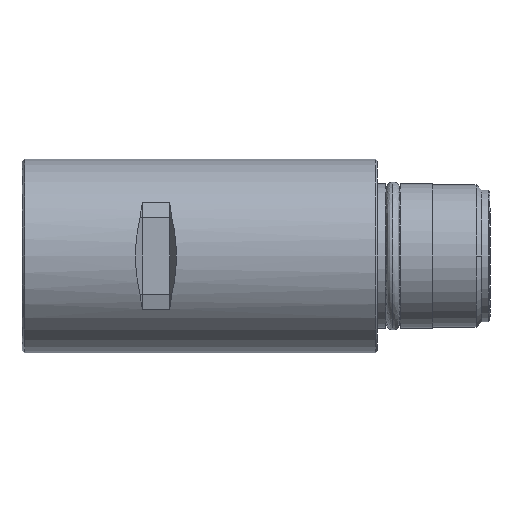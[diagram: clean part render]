
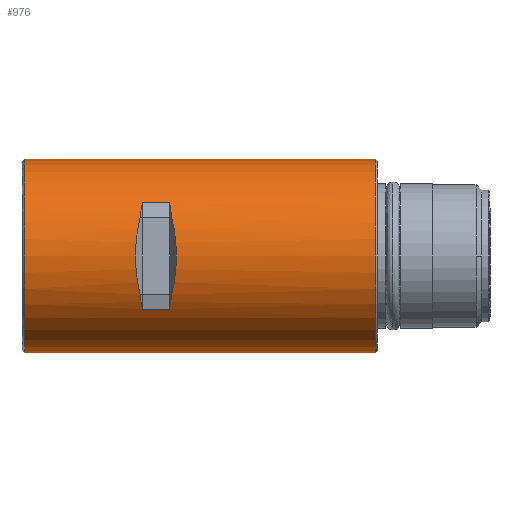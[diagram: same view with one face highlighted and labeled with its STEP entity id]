
A CAD part, front view. The second image highlights one B-rep face of the part: STEP entity #976.
In plain terms, the highlighted cylindrical face has radius 11.4 mm (diameter 22.8 mm), a partial arc.
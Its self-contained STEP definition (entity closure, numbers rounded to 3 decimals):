
#30 = CARTESIAN_POINT ( 'NONE',  ( -5.995, -9.529, -6.258 ) ) ;
#56 = CARTESIAN_POINT ( 'NONE',  ( 41.7, 0., 11.4 ) ) ;
#89 = CARTESIAN_POINT ( 'NONE',  ( 17.659, -10.449, -4.559 ) ) ;
#98 = VERTEX_POINT ( 'NONE', #1197 ) ;
#106 = AXIS2_PLACEMENT_3D ( 'NONE', #510, #1846, #3177 ) ;
#129 = VERTEX_POINT ( 'NONE', #754 ) ;
#130 = CARTESIAN_POINT ( 'NONE',  ( 13.996, -10.191, -5.151 ) ) ;
#251 = EDGE_CURVE ( 'NONE', #3047, #506, #1934, .T. ) ;
#306 = DIRECTION ( 'NONE',  ( 1., 0., 0. ) ) ;
#322 = CARTESIAN_POINT ( 'NONE',  ( 17.659, -10.449, 4.559 ) ) ;
#395 = LINE ( 'NONE', #1384, #473 ) ;
#419 = EDGE_CURVE ( 'NONE', #2528, #2947, #2495, .T. ) ;
#435 = ORIENTED_EDGE ( 'NONE', *, *, #419, .T. ) ;
#440 = ORIENTED_EDGE ( 'NONE', *, *, #2220, .F. ) ;
#442 = CIRCLE ( 'NONE', #2550, 11.4 ) ;
#473 = VECTOR ( 'NONE', #3265, 1000. ) ;
#481 = EDGE_CURVE ( 'NONE', #2947, #3075, #981, .T. ) ;
#486 = CARTESIAN_POINT ( 'NONE',  ( 17.4, -9.529, -6.258 ) ) ;
#506 = VERTEX_POINT ( 'NONE', #2150 ) ;
#510 = CARTESIAN_POINT ( 'NONE',  ( -5.995, 0., 0. ) ) ;
#525 = ORIENTED_EDGE ( 'NONE', *, *, #2490, .T. ) ;
#636 = CARTESIAN_POINT ( 'NONE',  ( 0.3, 0., -11.4 ) ) ;
#684 = ORIENTED_EDGE ( 'NONE', *, *, #251, .T. ) ;
#691 = CARTESIAN_POINT ( 'NONE',  ( 13.198, -11.736, -1.609 ) ) ;
#751 = AXIS2_PLACEMENT_3D ( 'NONE', #1019, #2872, #1279 ) ;
#754 = CARTESIAN_POINT ( 'NONE',  ( 17.4, -9.529, -6.258 ) ) ;
#758 = CARTESIAN_POINT ( 'NONE',  ( 17.517, -9.883, 5.718 ) ) ;
#779 = VERTEX_POINT ( 'NONE', #1919 ) ;
#814 = CARTESIAN_POINT ( 'NONE',  ( -5.995, 0., -11.4 ) ) ;
#818 = CIRCLE ( 'NONE', #751, 11.4 ) ;
#819 = VERTEX_POINT ( 'NONE', #322 ) ;
#894 = EDGE_CURVE ( 'NONE', #129, #3047, #1160, .T. ) ;
#968 = CARTESIAN_POINT ( 'NONE',  ( 13.941, -10.449, -4.559 ) ) ;
#976 = ADVANCED_FACE ( 'NONE', ( #2950, #1520 ), #2857, .T. ) ;
#981 = LINE ( 'NONE', #1094, #1581 ) ;
#1019 = CARTESIAN_POINT ( 'NONE',  ( 41.7, 0., 0. ) ) ;
#1020 = CARTESIAN_POINT ( 'NONE',  ( 13.941, -10.449, 4.559 ) ) ;
#1029 = LINE ( 'NONE', #814, #1639 ) ;
#1075 = ORIENTED_EDGE ( 'NONE', *, *, #481, .T. ) ;
#1094 = CARTESIAN_POINT ( 'NONE',  ( -5.995, -9.529, 6.258 ) ) ;
#1160 = LINE ( 'NONE', #30, #3200 ) ;
#1197 = CARTESIAN_POINT ( 'NONE',  ( 41.7, 0., -11.4 ) ) ;
#1217 = CARTESIAN_POINT ( 'NONE',  ( 13.941, -10.449, -4.559 ) ) ;
#1228 = CARTESIAN_POINT ( 'NONE',  ( 13.198, -11.736, 1.609 ) ) ;
#1279 = DIRECTION ( 'NONE',  ( 0., 0., 1. ) ) ;
#1285 = EDGE_LOOP ( 'NONE', ( #3284, #684, #525, #435, #1075, #2311, #1879, #2745 ) ) ;
#1319 = ORIENTED_EDGE ( 'NONE', *, *, #2046, .T. ) ;
#1325 = CARTESIAN_POINT ( 'NONE',  ( 14.2, -9.529, 6.258 ) ) ;
#1384 = CARTESIAN_POINT ( 'NONE',  ( -5.995, 0., 11.4 ) ) ;
#1413 = VERTEX_POINT ( 'NONE', #2162 ) ;
#1421 = EDGE_CURVE ( 'NONE', #1413, #2378, #442, .T. ) ;
#1425 = CARTESIAN_POINT ( 'NONE',  ( 18.402, -11.736, 1.609 ) ) ;
#1473 = VERTEX_POINT ( 'NONE', #56 ) ;
#1504 = CARTESIAN_POINT ( 'NONE',  ( 13.941, -10.449, 4.559 ) ) ;
#1520 = FACE_BOUND ( 'NONE', #1285, .T. ) ;
#1525 = CARTESIAN_POINT ( 'NONE',  ( 13.996, -10.191, 5.151 ) ) ;
#1533 = ORIENTED_EDGE ( 'NONE', *, *, #1421, .T. ) ;
#1547 = CARTESIAN_POINT ( 'NONE',  ( 17.604, -10.191, 5.151 ) ) ;
#1549 = EDGE_CURVE ( 'NONE', #819, #779, #1623, .T. ) ;
#1581 = VECTOR ( 'NONE', #2951, 1000. ) ;
#1623 =( BOUNDED_CURVE ( )  B_SPLINE_CURVE ( 3, ( #3309, #1425, #1700, #89 ),
 .UNSPECIFIED., .F., .F. ) 
 B_SPLINE_CURVE_WITH_KNOTS ( ( 4, 4 ),
 ( 2.73, 3.553 ),
 .UNSPECIFIED. ) 
 CURVE ( )  GEOMETRIC_REPRESENTATION_ITEM ( )  RATIONAL_B_SPLINE_CURVE ( ( 1., 0.944, 0.944, 1. ) ) 
 REPRESENTATION_ITEM ( '' )  );
#1639 = VECTOR ( 'NONE', #2670, 1000. ) ;
#1700 = CARTESIAN_POINT ( 'NONE',  ( 18.402, -11.736, -1.609 ) ) ;
#1721 = EDGE_CURVE ( 'NONE', #1473, #1413, #395, .T. ) ;
#1763 = CARTESIAN_POINT ( 'NONE',  ( 17.4, -9.529, 6.258 ) ) ;
#1778 = ORIENTED_EDGE ( 'NONE', *, *, #1721, .T. ) ;
#1811 = CARTESIAN_POINT ( 'NONE',  ( 17.4, -9.529, 6.258 ) ) ;
#1846 = DIRECTION ( 'NONE',  ( -1., 0., 0. ) ) ;
#1879 = ORIENTED_EDGE ( 'NONE', *, *, #1549, .T. ) ;
#1919 = CARTESIAN_POINT ( 'NONE',  ( 17.659, -10.449, -4.559 ) ) ;
#1920 = CARTESIAN_POINT ( 'NONE',  ( 0.3, 0., 0. ) ) ;
#1924 = DIRECTION ( 'NONE',  ( -1., 0., 0. ) ) ;
#1934 =( BOUNDED_CURVE ( )  B_SPLINE_CURVE ( 3, ( #2805, #3346, #130, #1217 ),
 .UNSPECIFIED., .F., .F. ) 
 B_SPLINE_CURVE_WITH_KNOTS ( ( 4, 4 ),
 ( 5.964, 6.134 ),
 .UNSPECIFIED. ) 
 CURVE ( )  GEOMETRIC_REPRESENTATION_ITEM ( )  RATIONAL_B_SPLINE_CURVE ( ( 1., 0.998, 0.998, 1. ) ) 
 REPRESENTATION_ITEM ( '' )  );
#2029 = EDGE_LOOP ( 'NONE', ( #440, #1319, #1778, #1533 ) ) ;
#2046 = EDGE_CURVE ( 'NONE', #98, #1473, #818, .T. ) ;
#2071 = EDGE_CURVE ( 'NONE', #3075, #819, #3277, .T. ) ;
#2081 = CARTESIAN_POINT ( 'NONE',  ( 17.517, -9.883, -5.718 ) ) ;
#2150 = CARTESIAN_POINT ( 'NONE',  ( 13.941, -10.449, -4.559 ) ) ;
#2162 = CARTESIAN_POINT ( 'NONE',  ( 0.3, 0., 11.4 ) ) ;
#2173 = DIRECTION ( 'NONE',  ( 0., 0., 1. ) ) ;
#2220 = EDGE_CURVE ( 'NONE', #98, #2378, #1029, .T. ) ;
#2311 = ORIENTED_EDGE ( 'NONE', *, *, #2071, .T. ) ;
#2356 = CARTESIAN_POINT ( 'NONE',  ( 14.2, -9.529, 6.258 ) ) ;
#2378 = VERTEX_POINT ( 'NONE', #636 ) ;
#2490 = EDGE_CURVE ( 'NONE', #506, #2528, #2531, .T. ) ;
#2495 =( BOUNDED_CURVE ( )  B_SPLINE_CURVE ( 3, ( #1020, #1525, #2874, #1325 ),
 .UNSPECIFIED., .F., .F. ) 
 B_SPLINE_CURVE_WITH_KNOTS ( ( 4, 4 ),
 ( 0.15, 0.319 ),
 .UNSPECIFIED. ) 
 CURVE ( )  GEOMETRIC_REPRESENTATION_ITEM ( )  RATIONAL_B_SPLINE_CURVE ( ( 1., 0.998, 0.998, 1. ) ) 
 REPRESENTATION_ITEM ( '' )  );
#2528 = VERTEX_POINT ( 'NONE', #1504 ) ;
#2531 =( BOUNDED_CURVE ( )  B_SPLINE_CURVE ( 3, ( #968, #691, #1228, #3093 ),
 .UNSPECIFIED., .F., .T. ) 
 B_SPLINE_CURVE_WITH_KNOTS ( ( 4, 4 ),
 ( 5.872, 6.695 ),
 .UNSPECIFIED. ) 
 CURVE ( )  GEOMETRIC_REPRESENTATION_ITEM ( )  RATIONAL_B_SPLINE_CURVE ( ( 1., 0.944, 0.944, 1. ) ) 
 REPRESENTATION_ITEM ( '' )  );
#2536 = CARTESIAN_POINT ( 'NONE',  ( 14.2, -9.529, -6.258 ) ) ;
#2550 = AXIS2_PLACEMENT_3D ( 'NONE', #1920, #306, #2173 ) ;
#2670 = DIRECTION ( 'NONE',  ( -1., 0., 0. ) ) ;
#2745 = ORIENTED_EDGE ( 'NONE', *, *, #2927, .T. ) ;
#2805 = CARTESIAN_POINT ( 'NONE',  ( 14.2, -9.529, -6.258 ) ) ;
#2857 = CYLINDRICAL_SURFACE ( 'NONE', #106, 11.4 ) ;
#2872 = DIRECTION ( 'NONE',  ( -1., 0., 0. ) ) ;
#2874 = CARTESIAN_POINT ( 'NONE',  ( 14.083, -9.883, 5.718 ) ) ;
#2927 = EDGE_CURVE ( 'NONE', #779, #129, #3314, .T. ) ;
#2947 = VERTEX_POINT ( 'NONE', #2356 ) ;
#2950 = FACE_OUTER_BOUND ( 'NONE', #2029, .T. ) ;
#2951 = DIRECTION ( 'NONE',  ( 1., 0., 0. ) ) ;
#3047 = VERTEX_POINT ( 'NONE', #2536 ) ;
#3075 = VERTEX_POINT ( 'NONE', #1763 ) ;
#3093 = CARTESIAN_POINT ( 'NONE',  ( 13.941, -10.449, 4.559 ) ) ;
#3147 = CARTESIAN_POINT ( 'NONE',  ( 17.604, -10.191, -5.151 ) ) ;
#3177 = DIRECTION ( 'NONE',  ( 0., 0., 1. ) ) ;
#3200 = VECTOR ( 'NONE', #1924, 1000. ) ;
#3265 = DIRECTION ( 'NONE',  ( -1., 0., 0. ) ) ;
#3277 =( BOUNDED_CURVE ( )  B_SPLINE_CURVE ( 3, ( #1811, #758, #1547, #3431 ),
 .UNSPECIFIED., .F., .F. ) 
 B_SPLINE_CURVE_WITH_KNOTS ( ( 4, 4 ),
 ( 2.822, 2.992 ),
 .UNSPECIFIED. ) 
 CURVE ( )  GEOMETRIC_REPRESENTATION_ITEM ( )  RATIONAL_B_SPLINE_CURVE ( ( 1., 0.998, 0.998, 1. ) ) 
 REPRESENTATION_ITEM ( '' )  );
#3284 = ORIENTED_EDGE ( 'NONE', *, *, #894, .T. ) ;
#3309 = CARTESIAN_POINT ( 'NONE',  ( 17.659, -10.449, 4.559 ) ) ;
#3314 =( BOUNDED_CURVE ( )  B_SPLINE_CURVE ( 3, ( #3410, #3147, #2081, #486 ),
 .UNSPECIFIED., .F., .T. ) 
 B_SPLINE_CURVE_WITH_KNOTS ( ( 4, 4 ),
 ( 3.291, 3.461 ),
 .UNSPECIFIED. ) 
 CURVE ( )  GEOMETRIC_REPRESENTATION_ITEM ( )  RATIONAL_B_SPLINE_CURVE ( ( 1., 0.998, 0.998, 1. ) ) 
 REPRESENTATION_ITEM ( '' )  );
#3346 = CARTESIAN_POINT ( 'NONE',  ( 14.083, -9.883, -5.718 ) ) ;
#3410 = CARTESIAN_POINT ( 'NONE',  ( 17.659, -10.449, -4.559 ) ) ;
#3431 = CARTESIAN_POINT ( 'NONE',  ( 17.659, -10.449, 4.559 ) ) ;
